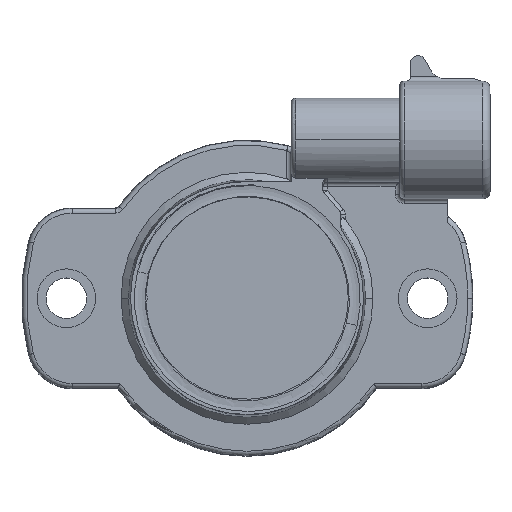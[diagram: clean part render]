
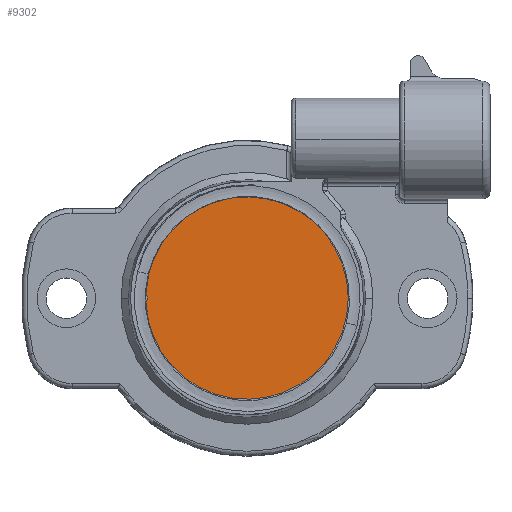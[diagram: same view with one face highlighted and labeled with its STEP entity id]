
A CAD part, top view. The second image highlights one B-rep face of the part: STEP entity #9302.
In plain terms, the highlighted planar face has unit normal (0, 0, 1).
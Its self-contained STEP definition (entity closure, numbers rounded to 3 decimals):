
#9211 = VERTEX_POINT ( 'NONE', #12253 ) ;
#9245 = VERTEX_POINT ( 'NONE', #12410 ) ;
#9252 = EDGE_CURVE ( 'NONE', #9292, #9211, #12414, .T. ) ;
#9292 = VERTEX_POINT ( 'NONE', #12251 ) ;
#9297 = VERTEX_POINT ( 'NONE', #12230 ) ;
#9302 = ADVANCED_FACE ( 'NONE', ( #12234 ), #12227, .T. ) ;
#9362 = EDGE_CURVE ( 'NONE', #9245, #9297, #12652, .T. ) ;
#9383 = ORIENTED_EDGE ( 'NONE', *, *, #9530, .T. ) ;
#9392 = EDGE_LOOP ( 'NONE', ( #9383, #9526, #9477, #9525 ) ) ;
#9464 = EDGE_CURVE ( 'NONE', #9211, #9297, #12453, .T. ) ;
#9477 = ORIENTED_EDGE ( 'NONE', *, *, #9464, .F. ) ;
#9525 = ORIENTED_EDGE ( 'NONE', *, *, #9252, .F. ) ;
#9526 = ORIENTED_EDGE ( 'NONE', *, *, #9362, .T. ) ;
#9530 = EDGE_CURVE ( 'NONE', #9292, #9245, #12812, .T. ) ;
#12227 = PLANE ( 'NONE',  #12229 ) ;
#12229 = AXIS2_PLACEMENT_3D ( 'NONE', #12344, #12343, #12336 ) ;
#12230 = CARTESIAN_POINT ( 'NONE',  ( -11.187, -0.535, 18. ) ) ;
#12234 = FACE_OUTER_BOUND ( 'NONE', #9392, .T. ) ;
#12251 = CARTESIAN_POINT ( 'NONE',  ( -11.187, 0.535, 18. ) ) ;
#12253 = CARTESIAN_POINT ( 'NONE',  ( 11.2, 0., 18. ) ) ;
#12336 = DIRECTION ( 'NONE',  ( -1., 0., 0. ) ) ;
#12343 = DIRECTION ( 'NONE',  ( 0., 0., 1. ) ) ;
#12344 = CARTESIAN_POINT ( 'NONE',  ( 0., 0., 18. ) ) ;
#12372 = DIRECTION ( 'NONE',  ( 1., 0., 0. ) ) ;
#12373 = DIRECTION ( 'NONE',  ( 0., 0., -1. ) ) ;
#12374 = CARTESIAN_POINT ( 'NONE',  ( 0., 0., 18. ) ) ;
#12375 = AXIS2_PLACEMENT_3D ( 'NONE', #12374, #12373, #12372 ) ;
#12410 = CARTESIAN_POINT ( 'NONE',  ( -11.042, 0., 18. ) ) ;
#12414 = CIRCLE ( 'NONE', #12375, 11.2 ) ;
#12453 = CIRCLE ( 'NONE', #12614, 11.2 ) ;
#12602 = DIRECTION ( 'NONE',  ( 1., 0., 0. ) ) ;
#12603 = DIRECTION ( 'NONE',  ( 0., 0., -1. ) ) ;
#12604 = CARTESIAN_POINT ( 'NONE',  ( 0., 0., 18. ) ) ;
#12614 = AXIS2_PLACEMENT_3D ( 'NONE', #12604, #12603, #12602 ) ;
#12635 = DIRECTION ( 'NONE',  ( -1., 0., 0. ) ) ;
#12636 = DIRECTION ( 'NONE',  ( 0., 0., -1. ) ) ;
#12637 = CARTESIAN_POINT ( 'NONE',  ( -12.1, 0., 18. ) ) ;
#12651 = AXIS2_PLACEMENT_3D ( 'NONE', #12637, #12636, #12635 ) ;
#12652 = CIRCLE ( 'NONE', #12651, 1.058 ) ;
#12713 = DIRECTION ( 'NONE',  ( -1., 0., 0. ) ) ;
#12714 = DIRECTION ( 'NONE',  ( 0., 0., -1. ) ) ;
#12725 = AXIS2_PLACEMENT_3D ( 'NONE', #12769, #12714, #12713 ) ;
#12769 = CARTESIAN_POINT ( 'NONE',  ( -12.1, 0., 18. ) ) ;
#12812 = CIRCLE ( 'NONE', #12725, 1.058 ) ;
